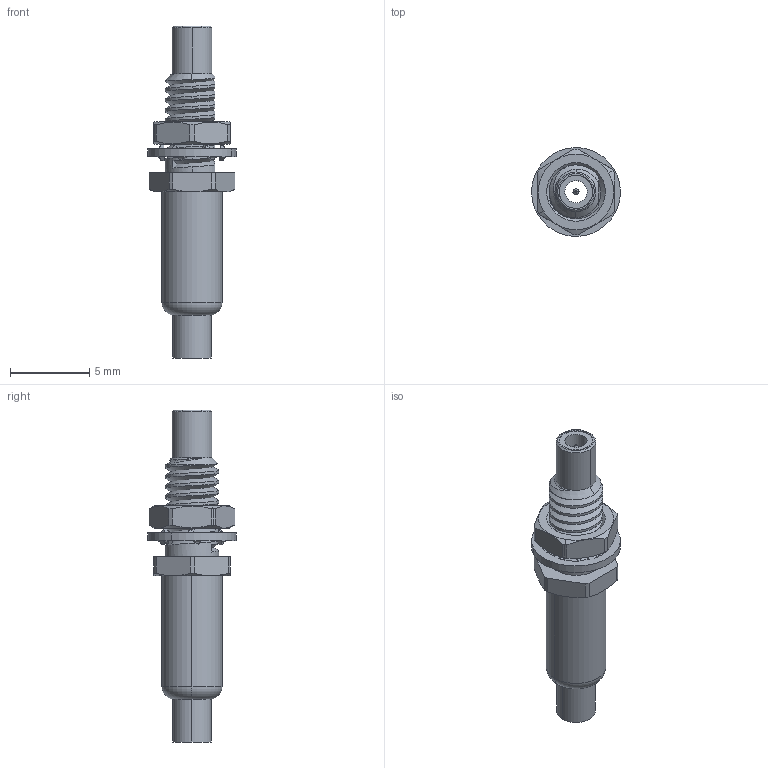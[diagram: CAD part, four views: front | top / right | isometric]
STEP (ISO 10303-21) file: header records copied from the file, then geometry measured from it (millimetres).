
FILE_DESCRIPTION (( 'STEP AP214' ), '1' );
FILE_NAME ('40-039-D3-AA.STEP', '2024-09-06T08:58:30', ( '' ), ( '' ), 'SwSTEP 2.0', 'SolidWorks 2024', '' );
FILE_SCHEMA (( 'AUTOMOTIVE_DESIGN' ));
Length unit declared in the file: millimetre
Products named in the file (1): 40-039-D3-AA
Bounding box: 5.6 x 5.6 x 20.95 mm (x, y, z)
Surface area: 442.2 mm2 (no closed solid volume)
Topology: 0 solids, 6 shells, 191 faces, 662 edges, 440 vertices
Faces by surface type: cylinder 86, plane 79, cone 21, bspline 3, torus 2
Entity records: 8303 total; most frequent: CARTESIAN_POINT 3149, ORIENTED_EDGE 1163, DIRECTION 936, EDGE_CURVE 662, VERTEX_POINT 440, VECTOR 350, LINE 350, AXIS2_PLACEMENT_3D 293
